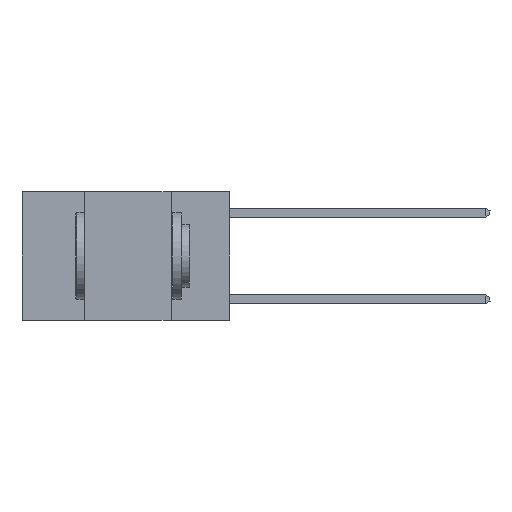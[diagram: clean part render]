
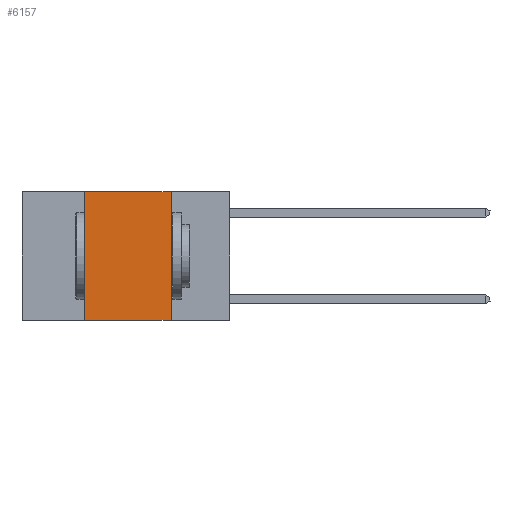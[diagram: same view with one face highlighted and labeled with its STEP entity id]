
A CAD part, left-side view. The second image highlights one B-rep face of the part: STEP entity #6157.
In plain terms, the highlighted planar face has unit normal (-1, 0, 0).
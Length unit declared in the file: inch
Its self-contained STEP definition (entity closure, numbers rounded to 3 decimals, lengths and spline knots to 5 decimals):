
#294 = CARTESIAN_POINT ( 'NONE',  ( 0., 0.17, 0. ) ) ;
#318 = VECTOR ( 'NONE', #6256, 39.37008 ) ;
#704 = DIRECTION ( 'NONE',  ( 0., 0., -1. ) ) ;
#1124 = ORIENTED_EDGE ( 'NONE', *, *, #13266, .F. ) ;
#1631 = ORIENTED_EDGE ( 'NONE', *, *, #7935, .T. ) ;
#2618 = VECTOR ( 'NONE', #6600, 39.37008 ) ;
#2846 = EDGE_CURVE ( 'NONE', #12508, #7367, #8721, .T. ) ;
#2914 = CARTESIAN_POINT ( 'NONE',  ( 0., 0.42, -0.37 ) ) ;
#2919 = VECTOR ( 'NONE', #704, 39.37008 ) ;
#3946 = DIRECTION ( 'NONE',  ( 0., -1., 0. ) ) ;
#4623 = DIRECTION ( 'NONE',  ( 1., 0., 0. ) ) ;
#5172 = CARTESIAN_POINT ( 'NONE',  ( 0., 0.42, 0. ) ) ;
#5673 = PLANE ( 'NONE',  #12906 ) ;
#5888 = LINE ( 'NONE', #11397, #13572 ) ;
#6157 = ADVANCED_FACE ( 'NONE', ( #8967 ), #5673, .F. ) ;
#6256 = DIRECTION ( 'NONE',  ( 0., 0., 1. ) ) ;
#6600 = DIRECTION ( 'NONE',  ( 0., -1., 0. ) ) ;
#7367 = VERTEX_POINT ( 'NONE', #10283 ) ;
#7935 = EDGE_CURVE ( 'NONE', #11205, #7367, #5888, .T. ) ;
#8301 = ORIENTED_EDGE ( 'NONE', *, *, #12945, .F. ) ;
#8321 = CARTESIAN_POINT ( 'NONE',  ( 0., 0.17, 0. ) ) ;
#8612 = LINE ( 'NONE', #5172, #318 ) ;
#8721 = LINE ( 'NONE', #8321, #2919 ) ;
#8772 = LINE ( 'NONE', #12873, #2618 ) ;
#8967 = FACE_OUTER_BOUND ( 'NONE', #11826, .T. ) ;
#10283 = CARTESIAN_POINT ( 'NONE',  ( 0., 0.17, -0.37 ) ) ;
#10884 = ORIENTED_EDGE ( 'NONE', *, *, #2846, .F. ) ;
#10957 = CARTESIAN_POINT ( 'NONE',  ( 0., 0.6, 0. ) ) ;
#11010 = CARTESIAN_POINT ( 'NONE',  ( 0., 0.42, 0. ) ) ;
#11205 = VERTEX_POINT ( 'NONE', #2914 ) ;
#11397 = CARTESIAN_POINT ( 'NONE',  ( 0., 0.6, -0.37 ) ) ;
#11826 = EDGE_LOOP ( 'NONE', ( #10884, #1124, #8301, #1631 ) ) ;
#12022 = DIRECTION ( 'NONE',  ( 0., 0., -1. ) ) ;
#12508 = VERTEX_POINT ( 'NONE', #294 ) ;
#12873 = CARTESIAN_POINT ( 'NONE',  ( 0., 0.6, 0. ) ) ;
#12906 = AXIS2_PLACEMENT_3D ( 'NONE', #10957, #4623, #12022 ) ;
#12945 = EDGE_CURVE ( 'NONE', #11205, #13467, #8612, .T. ) ;
#13266 = EDGE_CURVE ( 'NONE', #13467, #12508, #8772, .T. ) ;
#13467 = VERTEX_POINT ( 'NONE', #11010 ) ;
#13572 = VECTOR ( 'NONE', #3946, 39.37008 ) ;
